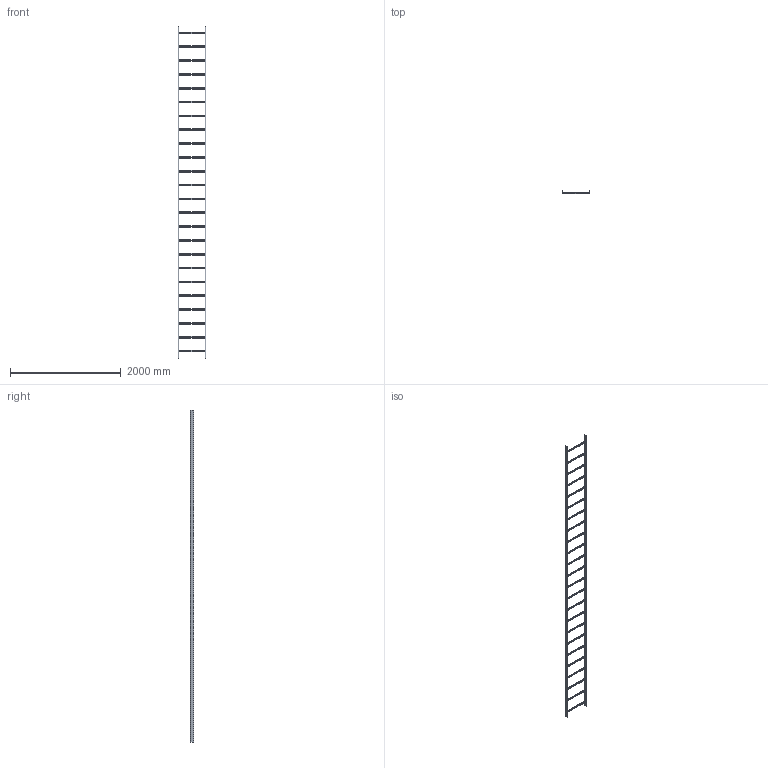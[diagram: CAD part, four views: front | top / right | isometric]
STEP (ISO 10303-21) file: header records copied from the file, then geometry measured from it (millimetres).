
FILE_DESCRIPTION (( 'STEP AP203' ), '1' );
FILE_NAME ('10-02-1218.STEP', '2013-05-02T08:38:46', ( 'asennus' ), ( '' ), 'SwSTEP 2.0', 'SolidWorks 2013', '' );
FILE_SCHEMA (( 'CONFIG_CONTROL_DESIGN' ));
Products named in the file (1): 10-02-1218
Bounding box: 500 x 60 x 6000 mm (x, y, z)
Volume: 2293347.9 mm3; surface area: 4631613.5 mm2
Topology: 26 solids, 26 shells, 3188 faces, 8256 edges, 5120 vertices
Faces by surface type: plane 1932, cylinder 1256
Entity records: 97919 total; most frequent: DIRECTION 17146, CARTESIAN_POINT 16565, ORIENTED_EDGE 16512, EDGE_CURVE 8256, VECTOR 5744, LINE 5744, AXIS2_PLACEMENT_3D 5701, VERTEX_POINT 5120
